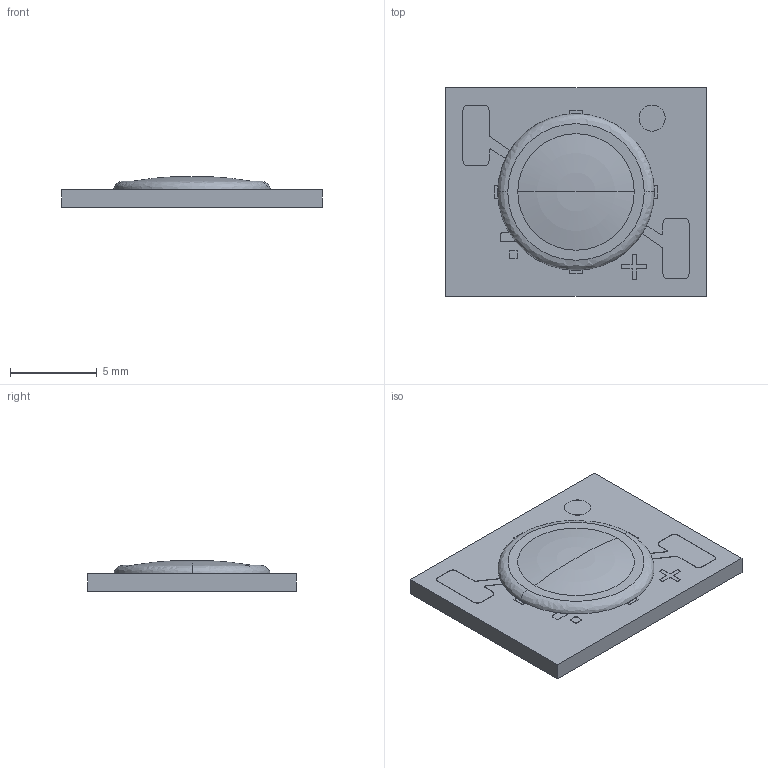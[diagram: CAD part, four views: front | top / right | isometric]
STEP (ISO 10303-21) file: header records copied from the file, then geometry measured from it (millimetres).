
FILE_DESCRIPTION (( 'STEP AP214' ), '1' );
FILE_NAME ('S Type.STEP', '2020-01-30T05:21:46', ( '' ), ( '' ), 'SwSTEP 2.0', 'SolidWorks 2016', '' );
FILE_SCHEMA (( 'AUTOMOTIVE_DESIGN' ));
Length unit declared in the file: millimetre
Products named in the file (5): 4; 1; S Type; 3; 2
Assembly tree (4 placements, depth 2):
  S Type
    1
    4
    2
    3
Bounding box: 15 x 12 x 1.75 mm (x, y, z)
Volume: 215.4 mm3; surface area: 650.9 mm2
Topology: 13 solids, 13 shells, 114 faces, 267 edges, 177 vertices
Faces by surface type: plane 82, cylinder 28, bspline 2, torus 2
Entity records: 3542 total; most frequent: CARTESIAN_POINT 599, DIRECTION 565, ORIENTED_EDGE 530, EDGE_CURVE 265, LINE 199, VECTOR 199, AXIS2_PLACEMENT_3D 183, VERTEX_POINT 177
